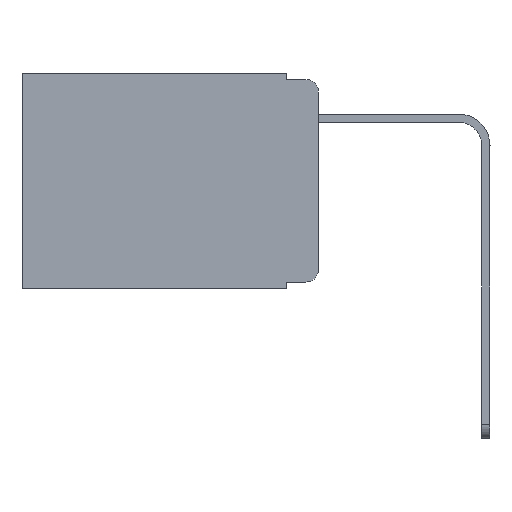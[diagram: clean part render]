
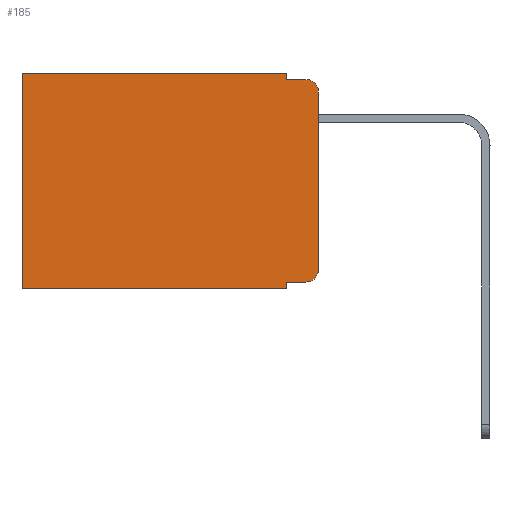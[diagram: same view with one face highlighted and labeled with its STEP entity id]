
A CAD part, left-side view. The second image highlights one B-rep face of the part: STEP entity #185.
In plain terms, the highlighted planar face has unit normal (-1, 0, 0).
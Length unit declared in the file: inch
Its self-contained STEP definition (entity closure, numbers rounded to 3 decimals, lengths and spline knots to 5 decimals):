
#54 = CIRCLE ( 'NONE', #9550, 0.02 ) ;
#117 = CARTESIAN_POINT ( 'NONE',  ( 0.298, 0.02, -0.313 ) ) ;
#179 = DIRECTION ( 'NONE',  ( 0., 0., -1. ) ) ;
#185 = ADVANCED_FACE ( 'NONE', ( #12711 ), #13108, .F. ) ;
#357 = VERTEX_POINT ( 'NONE', #11404 ) ;
#437 = AXIS2_PLACEMENT_3D ( 'NONE', #10405, #11811, #11591 ) ;
#475 = LINE ( 'NONE', #11122, #9547 ) ;
#542 = DIRECTION ( 'NONE',  ( 0., 1., 0. ) ) ;
#795 = CARTESIAN_POINT ( 'NONE',  ( 0.298, 0.051, 0. ) ) ;
#818 = LINE ( 'NONE', #4068, #4522 ) ;
#1293 = EDGE_CURVE ( 'NONE', #2620, #13709, #2153, .T. ) ;
#1712 = VERTEX_POINT ( 'NONE', #11440 ) ;
#1957 = VERTEX_POINT ( 'NONE', #795 ) ;
#2153 = LINE ( 'NONE', #13581, #7338 ) ;
#2425 = DIRECTION ( 'NONE',  ( 0., -1., 0. ) ) ;
#2576 = CARTESIAN_POINT ( 'NONE',  ( 0.298, 0., -0.03 ) ) ;
#2620 = VERTEX_POINT ( 'NONE', #2576 ) ;
#2770 = CARTESIAN_POINT ( 'NONE',  ( 0.298, 0., -0.313 ) ) ;
#3365 = EDGE_CURVE ( 'NONE', #1957, #1712, #8941, .T. ) ;
#3583 = ORIENTED_EDGE ( 'NONE', *, *, #12335, .T. ) ;
#4068 = CARTESIAN_POINT ( 'NONE',  ( 0.298, 0., 0. ) ) ;
#4522 = VECTOR ( 'NONE', #542, 39.37008 ) ;
#4775 = DIRECTION ( 'NONE',  ( -1., 0., 0. ) ) ;
#4854 = EDGE_LOOP ( 'NONE', ( #14950, #13721, #13470, #5061, #14057, #14234, #6297, #12848, #5355, #3583 ) ) ;
#5061 = ORIENTED_EDGE ( 'NONE', *, *, #3365, .F. ) ;
#5197 = AXIS2_PLACEMENT_3D ( 'NONE', #6105, #14169, #179 ) ;
#5355 = ORIENTED_EDGE ( 'NONE', *, *, #8333, .T. ) ;
#5784 = VERTEX_POINT ( 'NONE', #7843 ) ;
#5877 = CARTESIAN_POINT ( 'NONE',  ( 0.298, 0.051, -0.333 ) ) ;
#6050 = CARTESIAN_POINT ( 'NONE',  ( 0.298, 0.051, 0. ) ) ;
#6105 = CARTESIAN_POINT ( 'NONE',  ( 0.298, 0., 0. ) ) ;
#6168 = DIRECTION ( 'NONE',  ( 0., 0., -1. ) ) ;
#6297 = ORIENTED_EDGE ( 'NONE', *, *, #11079, .F. ) ;
#7218 = DIRECTION ( 'NONE',  ( 0., 0., -1. ) ) ;
#7338 = VECTOR ( 'NONE', #11374, 39.37008 ) ;
#7401 = CARTESIAN_POINT ( 'NONE',  ( 0.298, 0.473, -0.343 ) ) ;
#7426 = CARTESIAN_POINT ( 'NONE',  ( 0.298, 0.051, -0.333 ) ) ;
#7595 = VECTOR ( 'NONE', #2425, 39.37008 ) ;
#7843 = CARTESIAN_POINT ( 'NONE',  ( 0.298, 0.473, 0. ) ) ;
#8028 = EDGE_CURVE ( 'NONE', #1712, #8139, #8530, .T. ) ;
#8139 = VERTEX_POINT ( 'NONE', #13023 ) ;
#8317 = CARTESIAN_POINT ( 'NONE',  ( 0.298, 0.051, -0.01 ) ) ;
#8333 = EDGE_CURVE ( 'NONE', #10299, #8369, #9620, .T. ) ;
#8339 = CARTESIAN_POINT ( 'NONE',  ( 0.298, 0.051, 0. ) ) ;
#8369 = VERTEX_POINT ( 'NONE', #10741 ) ;
#8437 = CARTESIAN_POINT ( 'NONE',  ( 0.298, 0.473, 0. ) ) ;
#8530 = LINE ( 'NONE', #8317, #7595 ) ;
#8941 = LINE ( 'NONE', #8339, #13903 ) ;
#9076 = VECTOR ( 'NONE', #6168, 39.37008 ) ;
#9547 = VECTOR ( 'NONE', #11266, 39.37008 ) ;
#9550 = AXIS2_PLACEMENT_3D ( 'NONE', #117, #4775, #10668 ) ;
#9620 = LINE ( 'NONE', #5877, #12370 ) ;
#10299 = VERTEX_POINT ( 'NONE', #7426 ) ;
#10405 = CARTESIAN_POINT ( 'NONE',  ( 0.298, 0.02, -0.03 ) ) ;
#10668 = DIRECTION ( 'NONE',  ( 0., 0., -1. ) ) ;
#10741 = CARTESIAN_POINT ( 'NONE',  ( 0.298, 0.02, -0.333 ) ) ;
#10904 = EDGE_CURVE ( 'NONE', #10299, #357, #14147, .T. ) ;
#11079 = EDGE_CURVE ( 'NONE', #357, #15019, #475, .T. ) ;
#11122 = CARTESIAN_POINT ( 'NONE',  ( 0.298, 0., -0.343 ) ) ;
#11266 = DIRECTION ( 'NONE',  ( 0., 1., 0. ) ) ;
#11374 = DIRECTION ( 'NONE',  ( 0., 0., -1. ) ) ;
#11404 = CARTESIAN_POINT ( 'NONE',  ( 0.298, 0.051, -0.343 ) ) ;
#11440 = CARTESIAN_POINT ( 'NONE',  ( 0.298, 0.051, -0.01 ) ) ;
#11591 = DIRECTION ( 'NONE',  ( 0., 0., -1. ) ) ;
#11622 = DIRECTION ( 'NONE',  ( 0., -1., 0. ) ) ;
#11811 = DIRECTION ( 'NONE',  ( -1., 0., 0. ) ) ;
#11915 = EDGE_CURVE ( 'NONE', #1957, #5784, #818, .T. ) ;
#12335 = EDGE_CURVE ( 'NONE', #8369, #13709, #54, .T. ) ;
#12370 = VECTOR ( 'NONE', #11622, 39.37008 ) ;
#12711 = FACE_OUTER_BOUND ( 'NONE', #4854, .T. ) ;
#12848 = ORIENTED_EDGE ( 'NONE', *, *, #10904, .F. ) ;
#12898 = DIRECTION ( 'NONE',  ( 0., 0., -1. ) ) ;
#13023 = CARTESIAN_POINT ( 'NONE',  ( 0.298, 0.02, -0.01 ) ) ;
#13108 = PLANE ( 'NONE',  #5197 ) ;
#13441 = EDGE_CURVE ( 'NONE', #2620, #8139, #14811, .T. ) ;
#13470 = ORIENTED_EDGE ( 'NONE', *, *, #8028, .F. ) ;
#13581 = CARTESIAN_POINT ( 'NONE',  ( 0.298, 0., 0. ) ) ;
#13709 = VERTEX_POINT ( 'NONE', #2770 ) ;
#13721 = ORIENTED_EDGE ( 'NONE', *, *, #13441, .T. ) ;
#13903 = VECTOR ( 'NONE', #12898, 39.37008 ) ;
#14057 = ORIENTED_EDGE ( 'NONE', *, *, #11915, .T. ) ;
#14117 = EDGE_CURVE ( 'NONE', #5784, #15019, #14236, .T. ) ;
#14147 = LINE ( 'NONE', #6050, #14690 ) ;
#14169 = DIRECTION ( 'NONE',  ( 1., 0., 0. ) ) ;
#14234 = ORIENTED_EDGE ( 'NONE', *, *, #14117, .T. ) ;
#14236 = LINE ( 'NONE', #8437, #9076 ) ;
#14690 = VECTOR ( 'NONE', #7218, 39.37008 ) ;
#14811 = CIRCLE ( 'NONE', #437, 0.02 ) ;
#14950 = ORIENTED_EDGE ( 'NONE', *, *, #1293, .F. ) ;
#15019 = VERTEX_POINT ( 'NONE', #7401 ) ;
